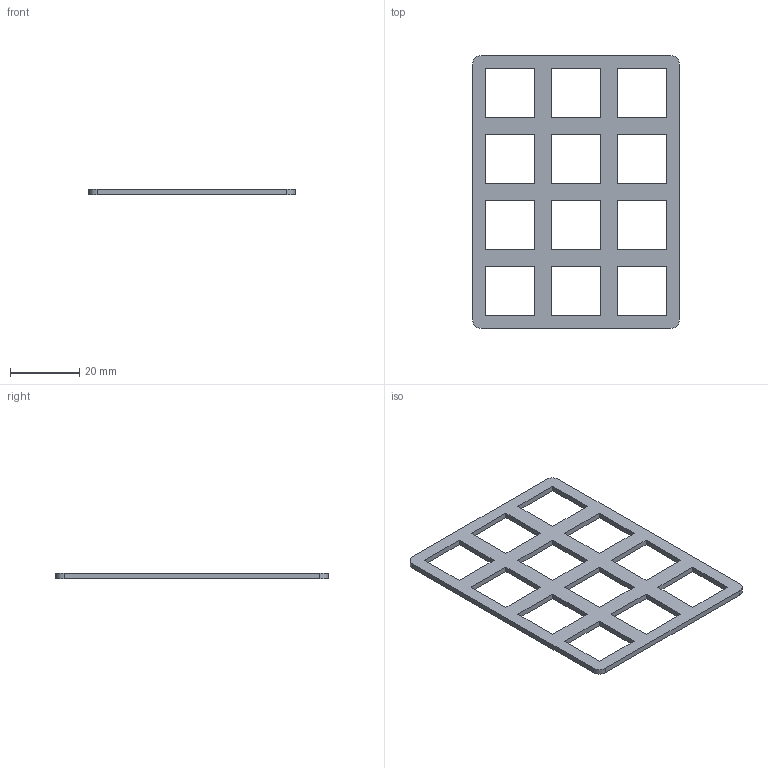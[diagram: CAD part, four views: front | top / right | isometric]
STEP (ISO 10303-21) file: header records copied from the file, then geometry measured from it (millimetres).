
FILE_DESCRIPTION(/* description */ (''),/* implementation_level */ '2;1');
FILE_NAME(/* name */ 'NeoKey MacroPad Keyplate rev B v2.step',/* time_stamp */ '2021-09-11T10:37:48-04:00',/* author */ (''),/* organization */ (''),/* preprocessor_version */ 'ST-DEVELOPER v18.1',/* originating_system */ 'Autodesk Translation Framework v10.10.0.1391',/* authorisation */ '');
FILE_SCHEMA (('AUTOMOTIVE_DESIGN { 1 0 10303 214 3 1 1 }'));
Length unit declared in the file: millimetre
Products named in the file (3): NeoKey MacroPad Keyplate rev B; PCB Component; Board
Assembly tree (2 placements, depth 3):
  NeoKey MacroPad Keyplate rev B
    PCB Component
      Board
Bounding box: 59.69 x 78.74 x 1.57 mm (x, y, z)
Volume: 3558.6 mm3; surface area: 6032.5 mm2
Topology: 1 solids, 1 shells, 61 faces, 177 edges, 118 vertices
Faces by surface type: plane 54, cylinder 7
Entity records: 2113 total; most frequent: CARTESIAN_POINT 361, ORIENTED_EDGE 354, DIRECTION 323, EDGE_CURVE 177, LINE 163, VECTOR 163, VERTEX_POINT 118, EDGE_LOOP 85
